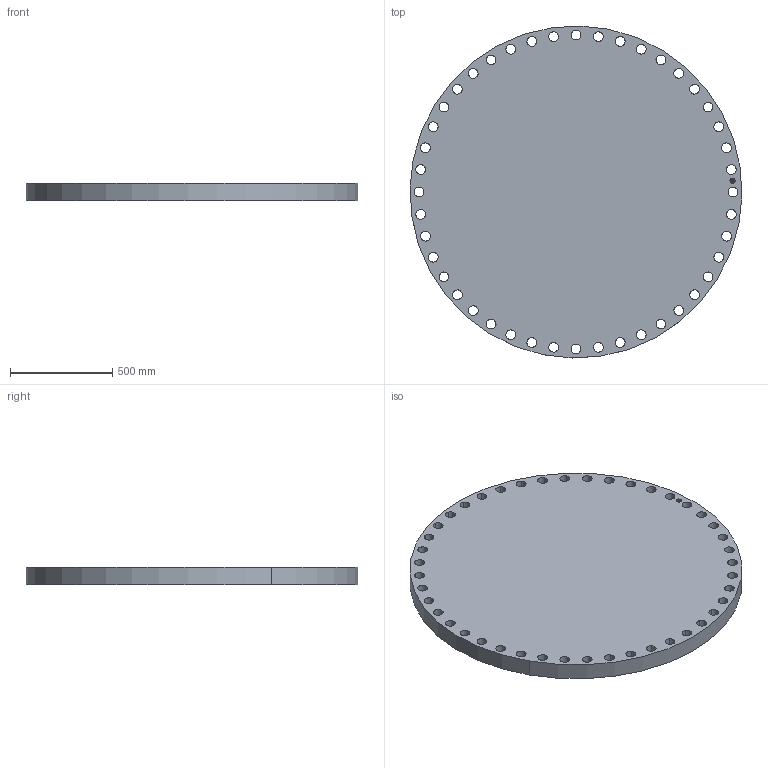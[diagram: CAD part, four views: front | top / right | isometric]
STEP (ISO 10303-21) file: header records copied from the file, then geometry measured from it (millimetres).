
FILE_DESCRIPTION(('3D STEP'),'2;1');
FILE_NAME('52-7D-BLIND-FF-AWWA-FLANGE.stp','2013-09-22T21:25:02+00:00',('Texas Flange'),(''),'CATIA Version 5 Release 20 SP 6 (IN-10)','CATIA V5 STEP AP214','800-826-3801');
FILE_SCHEMA(('AUTOMOTIVE_DESIGN { 1 0 10303 214 1 1 1 1 }'));
Length unit declared in the file: inch
Products named in the file (1): 52-7D-BLIND-FF-AWWA-FLANGE
Bounding box: 1625.15 x 1625.15 x 84.2 mm (x, y, z)
Volume: 168157108.1 mm3; surface area: 4978631.5 mm2
Topology: 1 solids, 1 shells, 477 faces, 1374 edges, 916 vertices
Faces by surface type: plane 367, cylinder 110
Entity records: 17752 total; most frequent: ORIENTED_EDGE 2748, CARTESIAN_POINT 2690, DIRECTION 2172, EDGE_CURVE 1374, VECTOR 1154, LINE 1154, VERTEX_POINT 916, AXIS2_PLACEMENT_3D 620
